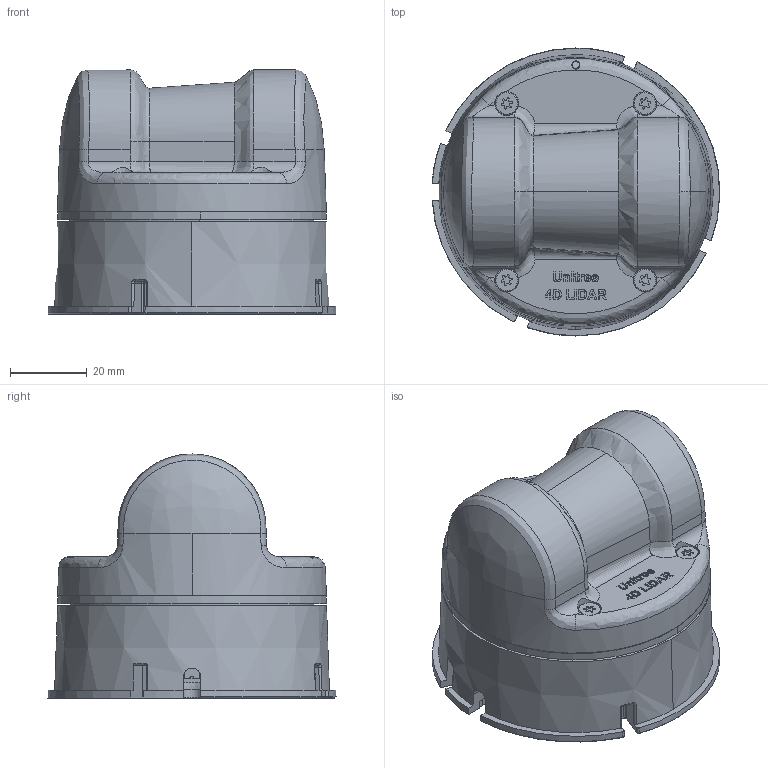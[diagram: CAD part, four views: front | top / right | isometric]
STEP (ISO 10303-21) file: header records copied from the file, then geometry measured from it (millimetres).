
FILE_DESCRIPTION (( 'STEP AP214' ), '1' );
FILE_NAME ('L1 3D模型（坐标系）.STEP', '2023-05-05T12:28:52', ( '' ), ( '' ), 'SwSTEP 2.0', 'SolidWorks 2019', '' );
FILE_SCHEMA (( 'AUTOMOTIVE_DESIGN' ));
Length unit declared in the file: millimetre
Products named in the file (14): 复件 (4) ^_____L1 3D模型（坐标系）(2)_L1 3D模型（坐标系）; ^____L1 3D模型（坐标系）(2)_L1 3D模型（坐标系）; 复件 (2) ^_____L1 3D模型（坐标系）(2)_L1 3D模型（坐标系）; 复件 (6) ^_____L1 3D模型（坐标系）(2)_L1 3D模型（坐标系）; 复件 (3) ^_____L1 3D模型（坐标系）(2)_L1 3D模型（坐标系）; 复件 (2) ^____L1 3D模型（坐标系）(2)_L1 3D模型（坐标系）; ^复件 (2) _____L1 3D模型（坐标系）(2)_L1 3D模型（坐标系）; ^___L1 3D模型（坐标系）(2)_L1 3D模型（坐标系）; ^_____L1 3D模型（坐标系）(2)_L1 3D模型（坐标系）; 复件 (5) ^_____L1 3D模型（坐标系）(2)_L1 3D模型（坐标系）; L1 3D耀倰ㄗ釴梓炵ㄘ
Assembly tree (28 placements, depth 4):
  L1 3D耀倰ㄗ釴梓炵ㄘ
    ^___L1 3D模型（坐标系）(2)_L1 3D模型（坐标系）
      ^____L1 3D模型（坐标系）(2)_L1 3D模型（坐标系）
        ^_____L1 3D模型（坐标系）(2)_L1 3D模型（坐标系）
        复件 (2) ^_____L1 3D模型（坐标系）(2)_L1 3D模型（坐标系）
        复件 (3) ^_____L1 3D模型（坐标系）(2)_L1 3D模型（坐标系）  x4
        复件 (4) ^_____L1 3D模型（坐标系）(2)_L1 3D模型（坐标系）  x4
        复件 (5) ^_____L1 3D模型（坐标系）(2)_L1 3D模型（坐标系）  x4
        复件 (6) ^_____L1 3D模型（坐标系）(2)_L1 3D模型（坐标系）
      复件 (2) ^____L1 3D模型（坐标系）(2)_L1 3D模型（坐标系）
        ^复件 (2) _____L1 3D模型（坐标系）(2)_L1 3D模型（坐标系）
      ^____L1 3D模型（坐标系）(2)_L1 3D模型（坐标系）  x4
      复件 (2) ^____L1 3D模型（坐标系）(2)_L1 3D模型（坐标系）  x4
    ^___L1 3D模型（坐标系）(2)_L1 3D模型（坐标系）
Bounding box: 74.93 x 74.99 x 63.52 mm (x, y, z)
Volume: 115276.6 mm3; surface area: 43316.8 mm2
Topology: 25 solids, 26 shells, 1174 faces, 3067 edges, 1997 vertices
Faces by surface type: plane 496, cylinder 380, cone 136, bspline 123, torus 37, sphere 2
Entity records: 29264 total; most frequent: CARTESIAN_POINT 13292, ORIENTED_EDGE 3580, DIRECTION 2725, EDGE_CURVE 1790, VERTEX_POINT 1169, AXIS2_PLACEMENT_3D 1098, EDGE_LOOP 743, B_SPLINE_CURVE_WITH_KNOTS 703
